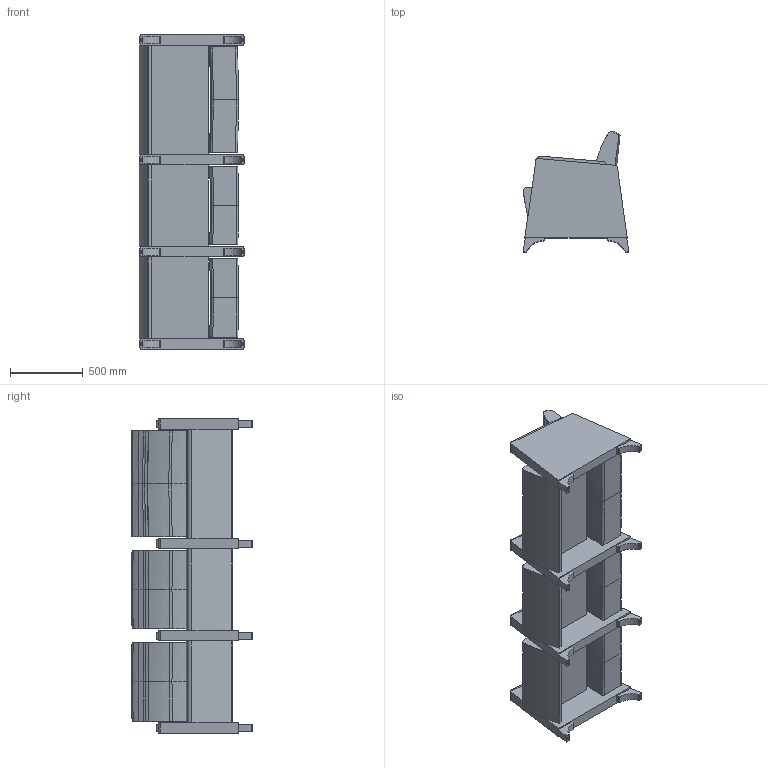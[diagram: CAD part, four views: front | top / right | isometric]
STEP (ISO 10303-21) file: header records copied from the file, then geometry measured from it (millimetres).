
FILE_DESCRIPTION(/* description */ (''),/* implementation_level */ '2;1');
FILE_NAME(/* name */ 'KAU30IBRJ (SYMBOL).stp',/* time_stamp */ '2017-03-17T13:59:17-04:00',/* author */ ('emerkel'),/* organization */ (''),/* preprocessor_version */ 'ST-DEVELOPER v16.5',/* originating_system */ 'Autodesk Inventor 2017',/* authorisation */ '');
FILE_SCHEMA (('AUTOMOTIVE_DESIGN { 1 0 10303 214 3 1 1 }'));
Length unit declared in the file: inch
Products named in the file (11): KAU30IBRU-W (SYMBOL); KAU10BU-W (SYMBOL); KOU10B NEW BACK; KOU10 SEAT; KOU10 NEW BACK; KOU10 SEAT_1; KAD UPH ARM; LEG WBO SQ 2-4 (generic); LEG WBO SQ 2-4 (generic)_1; GLIDE W11-16; CM10B MAC FLAT2
Assembly tree (25 placements, depth 4):
  KAU30IBRU-W (SYMBOL)
    KAU10BU-W (SYMBOL)
      KOU10B NEW BACK
      KOU10 SEAT
      CM10B MAC FLAT2  x2
      KAD UPH ARM  x2
      LEG WBO SQ 2-4 (generic)  x4
        LEG WBO SQ 2-4 (generic)_1
        GLIDE W11-16
    KOU10 NEW BACK  x2
    KOU10 SEAT_1  x2
    KAD UPH ARM  x2
    LEG WBO SQ 2-4 (generic)  x4
      LEG WBO SQ 2-4 (generic)_1
      GLIDE W11-16
    CM10B MAC FLAT2  x2
Bounding box: 729.45 x 834.19 x 2165.35 mm (x, y, z)
Volume: 414449657.5 mm3; surface area: 10687075 mm2
Topology: 38 solids, 38 shells, 539 faces, 1187 edges, 724 vertices
Faces by surface type: plane 165, bspline 132, cone 120, cylinder 114, torus 8
Full cylindrical faces by diameter (mm): 5.842 x16, 8.509 x8, 9.525 x8, 18.263 x8, 19.05 x8
Entity records: 6379 total; most frequent: CARTESIAN_POINT 2577, ORIENTED_EDGE 726, DIRECTION 683, EDGE_CURVE 362, AXIS2_PLACEMENT_3D 302, VERTEX_POINT 234, EDGE_LOOP 193, FACE_OUTER_BOUND 168
